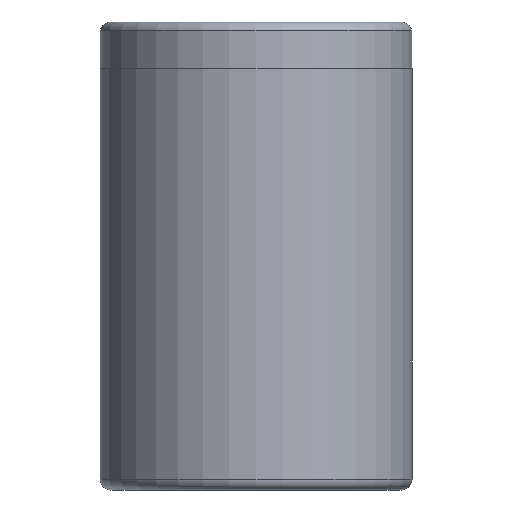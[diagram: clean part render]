
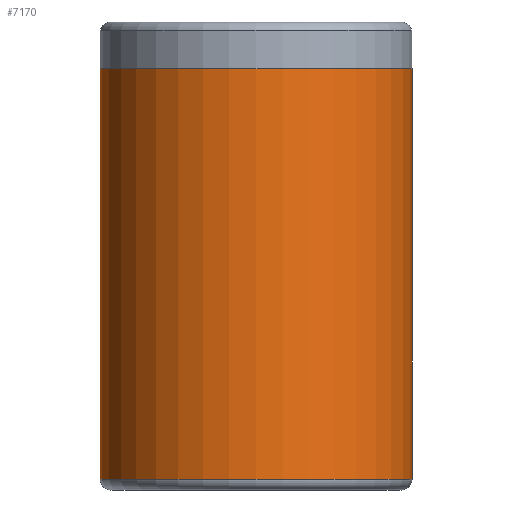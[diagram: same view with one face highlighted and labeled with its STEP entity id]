
A CAD part, front view. The second image highlights one B-rep face of the part: STEP entity #7170.
In plain terms, the highlighted cylindrical face has radius 10 mm (diameter 20 mm), a partial arc.
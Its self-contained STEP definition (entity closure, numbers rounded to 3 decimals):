
#436 = CIRCLE ( 'NONE', #1097, 10. ) ;
#439 = VERTEX_POINT ( 'NONE', #6992 ) ;
#452 = CARTESIAN_POINT ( 'NONE',  ( 0., 0., 0.7 ) ) ;
#781 = ORIENTED_EDGE ( 'NONE', *, *, #7621, .T. ) ;
#1097 = AXIS2_PLACEMENT_3D ( 'NONE', #1786, #1748, #1714 ) ;
#1129 = DIRECTION ( 'NONE',  ( 0., 0., -1. ) ) ;
#1283 = CARTESIAN_POINT ( 'NONE',  ( -10., 0., 30. ) ) ;
#1319 = DIRECTION ( 'NONE',  ( 1., 0., 0. ) ) ;
#1325 = EDGE_CURVE ( 'NONE', #4084, #4148, #3889, .T. ) ;
#1523 = CARTESIAN_POINT ( 'NONE',  ( 10., 0., 30. ) ) ;
#1714 = DIRECTION ( 'NONE',  ( 1., 0., 0. ) ) ;
#1748 = DIRECTION ( 'NONE',  ( 0., 0., 1. ) ) ;
#1786 = CARTESIAN_POINT ( 'NONE',  ( 0., 0., 27. ) ) ;
#2099 = ORIENTED_EDGE ( 'NONE', *, *, #2208, .F. ) ;
#2208 = EDGE_CURVE ( 'NONE', #2611, #439, #3232, .T. ) ;
#2611 = VERTEX_POINT ( 'NONE', #4585 ) ;
#3117 = VECTOR ( 'NONE', #3273, 1000. ) ;
#3232 = LINE ( 'NONE', #1523, #3117 ) ;
#3273 = DIRECTION ( 'NONE',  ( 0., 0., -1. ) ) ;
#3826 = VECTOR ( 'NONE', #1129, 1000. ) ;
#3889 = LINE ( 'NONE', #1283, #3826 ) ;
#4084 = VERTEX_POINT ( 'NONE', #6338 ) ;
#4148 = VERTEX_POINT ( 'NONE', #5485 ) ;
#4585 = CARTESIAN_POINT ( 'NONE',  ( 10., 0., 27. ) ) ;
#5485 = CARTESIAN_POINT ( 'NONE',  ( -10., 0., 0.7 ) ) ;
#5712 = EDGE_CURVE ( 'NONE', #4084, #2611, #436, .T. ) ;
#5777 = DIRECTION ( 'NONE',  ( -1., 0., 0. ) ) ;
#6338 = CARTESIAN_POINT ( 'NONE',  ( -10., 0., 27. ) ) ;
#6685 = DIRECTION ( 'NONE',  ( 0., 0., 1. ) ) ;
#6690 = ORIENTED_EDGE ( 'NONE', *, *, #1325, .T. ) ;
#6992 = CARTESIAN_POINT ( 'NONE',  ( 10., 0., 0.7 ) ) ;
#7170 = ADVANCED_FACE ( 'NONE', ( #10284 ), #10051, .T. ) ;
#7621 = EDGE_CURVE ( 'NONE', #4148, #439, #9497, .T. ) ;
#8151 = AXIS2_PLACEMENT_3D ( 'NONE', #452, #6685, #1319 ) ;
#9191 = EDGE_LOOP ( 'NONE', ( #2099, #10652, #6690, #781 ) ) ;
#9497 = CIRCLE ( 'NONE', #8151, 10. ) ;
#9561 = DIRECTION ( 'NONE',  ( 0., 0., -1. ) ) ;
#9594 = AXIS2_PLACEMENT_3D ( 'NONE', #11393, #9561, #5777 ) ;
#10051 = CYLINDRICAL_SURFACE ( 'NONE', #9594, 10. ) ;
#10284 = FACE_OUTER_BOUND ( 'NONE', #9191, .T. ) ;
#10652 = ORIENTED_EDGE ( 'NONE', *, *, #5712, .F. ) ;
#11393 = CARTESIAN_POINT ( 'NONE',  ( 0., 0., 30. ) ) ;
